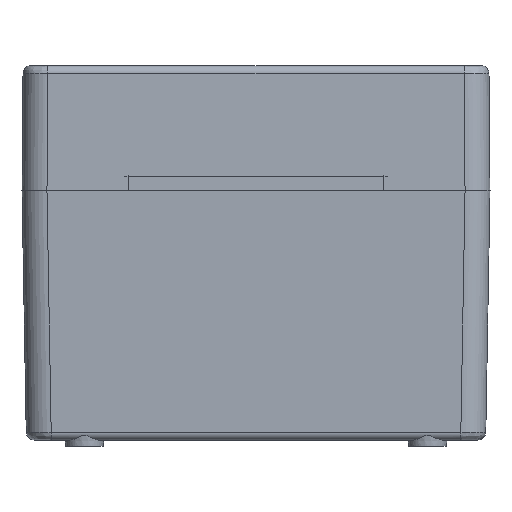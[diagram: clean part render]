
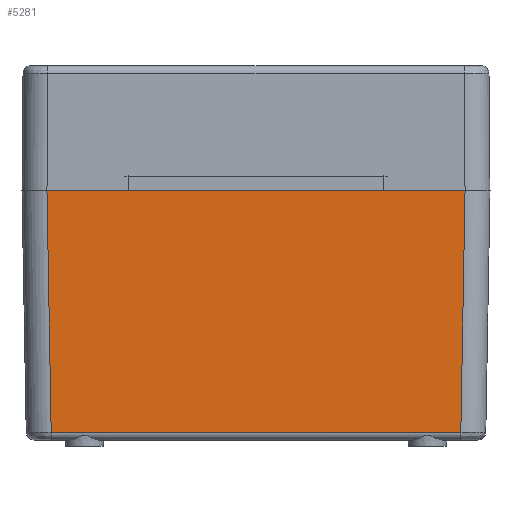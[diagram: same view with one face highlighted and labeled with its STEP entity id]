
A CAD part, front view. The second image highlights one B-rep face of the part: STEP entity #5281.
In plain terms, the highlighted planar face has unit normal (0, -1, -0.018).
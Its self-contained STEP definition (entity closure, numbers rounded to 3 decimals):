
#415=PLANE('',#5983);
#716=FACE_OUTER_BOUND('',#1127,.T.);
#1127=EDGE_LOOP('',(#4566,#4567,#4568,#4569));
#1451=LINE('',#9495,#1773);
#1466=LINE('',#9789,#1788);
#1467=LINE('',#9793,#1789);
#1468=LINE('',#9794,#1790);
#1773=VECTOR('',#7468,13.13);
#1788=VECTOR('',#7527,7.757);
#1789=VECTOR('',#7532,7.757);
#1790=VECTOR('',#7533,13.4);
#2624=VERTEX_POINT('',#9492);
#2625=VERTEX_POINT('',#9494);
#2642=VERTEX_POINT('',#9788);
#2643=VERTEX_POINT('',#9792);
#3290=EDGE_CURVE('',#2624,#2625,#1451,.T.);
#3321=EDGE_CURVE('',#2625,#2642,#1466,.T.);
#3323=EDGE_CURVE('',#2643,#2624,#1467,.T.);
#3324=EDGE_CURVE('',#2643,#2642,#1468,.T.);
#4566=ORIENTED_EDGE('',*,*,#3290,.F.);
#4567=ORIENTED_EDGE('',*,*,#3323,.F.);
#4568=ORIENTED_EDGE('',*,*,#3324,.T.);
#4569=ORIENTED_EDGE('',*,*,#3321,.F.);
#5281=ADVANCED_FACE('',(#716),#415,.T.);
#5983=AXIS2_PLACEMENT_3D('',#9791,#7530,#7531);
#7468=DIRECTION('',(-1.,0.,0.));
#7527=DIRECTION('',(-0.017,-0.017,1.));
#7530=DIRECTION('center_axis',(0.,-1.,-0.017));
#7531=DIRECTION('ref_axis',(0.,0.017,-1.));
#7532=DIRECTION('',(-0.017,0.017,-1.));
#7533=DIRECTION('',(-1.,0.,0.));
#9492=CARTESIAN_POINT('',(6.564,-16.864,0.246));
#9494=CARTESIAN_POINT('',(-6.565,-16.864,0.246));
#9495=CARTESIAN_POINT('',(6.564,-16.864,0.246));
#9788=CARTESIAN_POINT('',(-6.7,-17.,8.));
#9789=CARTESIAN_POINT('',(-6.565,-16.864,0.246));
#9791=CARTESIAN_POINT('Origin',(7.5,-16.86,0.001));
#9792=CARTESIAN_POINT('',(6.7,-17.,8.));
#9793=CARTESIAN_POINT('',(6.7,-17.,8.));
#9794=CARTESIAN_POINT('',(6.7,-17.,8.));
